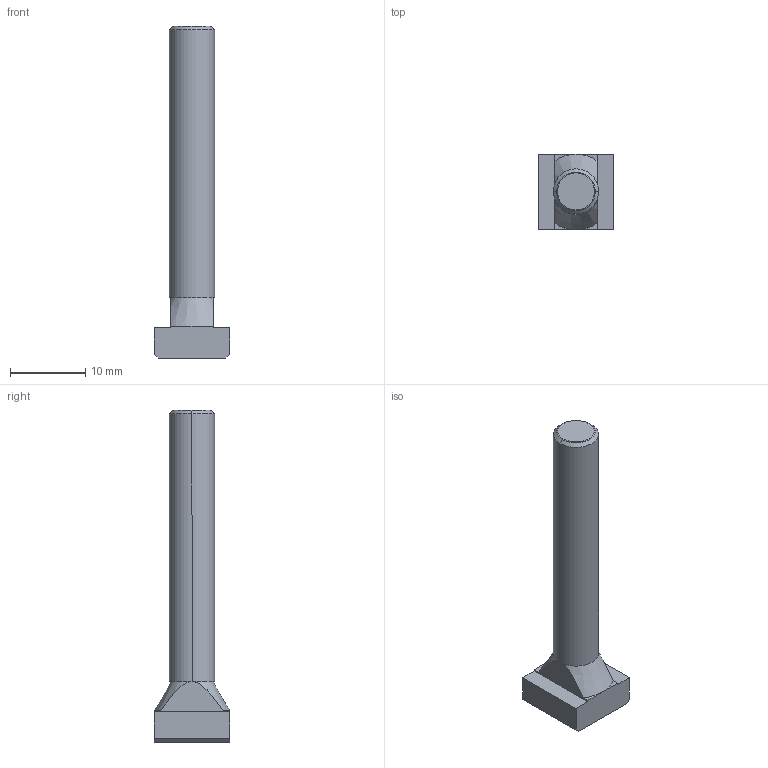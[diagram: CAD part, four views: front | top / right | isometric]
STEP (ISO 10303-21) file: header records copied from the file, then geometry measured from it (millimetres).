
FILE_DESCRIPTION(('STEP AP214'),'1');
FILE_NAME(' ',' ',('TraceParts'),('TraceParts S.A.'),'XStep 1.0',' ',' ');
FILE_SCHEMA(('automotive_design'));
Length unit declared in the file: millimetre
Products named in the file (1): 1
Bounding box: 10 x 10 x 44 mm (x, y, z)
Volume: 1573.7 mm3; surface area: 1107.3 mm2
Topology: 1 solids, 1 shells, 25 faces, 58 edges, 36 vertices
Faces by surface type: plane 17, cone 6, cylinder 2
Entity records: 1392 total; most frequent: CARTESIAN_POINT 128, STYLED_ITEM 120, PRESENTATION_STYLE_ASSIGNMENT 120, DIRECTION 120, COLOUR_RGB 120, ORIENTED_EDGE 116, EDGE_CURVE 58, CURVE_STYLE 58
